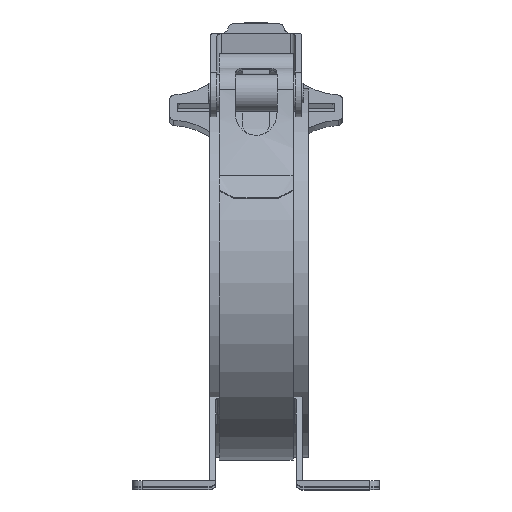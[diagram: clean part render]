
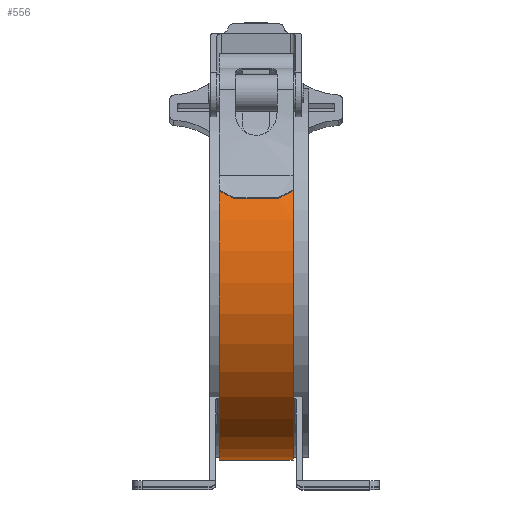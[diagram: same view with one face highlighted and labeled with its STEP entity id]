
A CAD part, left-side view. The second image highlights one B-rep face of the part: STEP entity #556.
In plain terms, the highlighted cylindrical face has radius 48.514 mm (diameter 97.028 mm), a partial arc.
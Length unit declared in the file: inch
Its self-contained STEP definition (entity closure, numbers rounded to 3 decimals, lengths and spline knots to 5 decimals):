
#556=ADVANCED_FACE('',(#1212),#1213,.T.);
#1212=FACE_OUTER_BOUND('',#2093,.T.);
#1213=CYLINDRICAL_SURFACE('',#2094,1.91);
#2093=EDGE_LOOP('',(#6747,#6748,#6749,#6750,#6751,#6752,#6753,#6754));
#2094=AXIS2_PLACEMENT_3D('',#6755,#6756,#6757);
#6747=ORIENTED_EDGE('',*,*,#9005,.T.);
#6748=ORIENTED_EDGE('',*,*,#8976,.T.);
#6749=ORIENTED_EDGE('',*,*,#9006,.F.);
#6750=ORIENTED_EDGE('',*,*,#8971,.T.);
#6751=ORIENTED_EDGE('',*,*,#9007,.F.);
#6752=ORIENTED_EDGE('',*,*,#8963,.T.);
#6753=ORIENTED_EDGE('',*,*,#9003,.T.);
#6754=ORIENTED_EDGE('',*,*,#8968,.T.);
#6755=CARTESIAN_POINT('',(0.0,0.0,0.75));
#6756=DIRECTION('',(0.0,0.0,-1.0));
#6757=DIRECTION('',(-1.0,0.0,0.0));
#8963=EDGE_CURVE('',#9954,#9952,#9955,.F.);
#8968=EDGE_CURVE('',#9963,#9961,#9964,.T.);
#8971=EDGE_CURVE('',#9967,#9968,#9969,.F.);
#8976=EDGE_CURVE('',#9976,#9977,#9978,.T.);
#9003=EDGE_CURVE('',#9952,#9963,#10020,.T.);
#9005=EDGE_CURVE('',#9961,#9976,#10022,.T.);
#9006=EDGE_CURVE('',#9967,#9977,#10023,.T.);
#9007=EDGE_CURVE('',#9954,#9968,#10024,.T.);
#9952=VERTEX_POINT('',#11502);
#9954=VERTEX_POINT('',#11505);
#9955=ELLIPSE('',#11506,3.82,1.91);
#9961=VERTEX_POINT('',#11513);
#9963=VERTEX_POINT('',#11516);
#9964=ELLIPSE('',#11517,3.82,1.91);
#9967=VERTEX_POINT('',#11521);
#9968=VERTEX_POINT('',#11522);
#9969=ELLIPSE('',#11523,3.82,1.91);
#9976=VERTEX_POINT('',#11532);
#9977=VERTEX_POINT('',#11533);
#9978=ELLIPSE('',#11534,3.82,1.91);
#10020=LINE('',#11647,#11648);
#10022=CIRCLE('',#11650,1.91);
#10023=LINE('',#11651,#11652);
#10024=CIRCLE('',#11653,1.91);
#11502=CARTESIAN_POINT('',(-1.75947,0.74321,0.6));
#11505=CARTESIAN_POINT('',(-1.72396,0.82223,0.75));
#11506=AXIS2_PLACEMENT_3D('',#14343,#14344,#14345);
#11513=CARTESIAN_POINT('',(-1.72396,0.82223,0.0));
#11516=CARTESIAN_POINT('',(-1.75947,0.74321,0.15));
#11517=AXIS2_PLACEMENT_3D('',#14351,#14352,#14353);
#11521=CARTESIAN_POINT('',(1.75947,0.74321,0.6));
#11522=CARTESIAN_POINT('',(1.72396,0.82223,0.75));
#11523=AXIS2_PLACEMENT_3D('',#14355,#14356,#14357);
#11532=CARTESIAN_POINT('',(1.72396,0.82223,0.0));
#11533=CARTESIAN_POINT('',(1.75947,0.74321,0.15));
#11534=AXIS2_PLACEMENT_3D('',#14363,#14364,#14365);
#11647=CARTESIAN_POINT('',(-1.75947,0.74321,0.75));
#11648=VECTOR('',#14405,1.0);
#11650=AXIS2_PLACEMENT_3D('',#14406,#14407,#14408);
#11651=CARTESIAN_POINT('',(1.75947,0.74321,0.75));
#11652=VECTOR('',#14409,1.0);
#11653=AXIS2_PLACEMENT_3D('',#14410,#14411,#14412);
#14343=CARTESIAN_POINT('',(0.0,0.0,0.6));
#14344=DIRECTION('',(0.337,0.798,-0.5));
#14345=DIRECTION('',(-0.195,-0.461,-0.866));
#14351=CARTESIAN_POINT('',(0.0,0.0,0.15));
#14352=DIRECTION('',(-0.337,-0.798,-0.5));
#14353=DIRECTION('',(0.195,0.461,-0.866));
#14355=CARTESIAN_POINT('',(0.0,0.0,0.6));
#14356=DIRECTION('',(-0.337,0.798,-0.5));
#14357=DIRECTION('',(0.195,-0.461,-0.866));
#14363=CARTESIAN_POINT('',(0.0,0.0,0.15));
#14364=DIRECTION('',(0.337,-0.798,-0.5));
#14365=DIRECTION('',(-0.195,0.461,-0.866));
#14405=DIRECTION('',(0.0,0.0,-1.0));
#14406=CARTESIAN_POINT('',(0.0,0.0,0.0));
#14407=DIRECTION('',(0.0,0.0,1.0));
#14408=DIRECTION('',(1.0,0.0,0.0));
#14409=DIRECTION('',(0.0,0.0,-1.0));
#14410=CARTESIAN_POINT('',(0.0,0.0,0.75));
#14411=DIRECTION('',(0.0,0.0,1.0));
#14412=DIRECTION('',(1.0,0.0,0.0));
